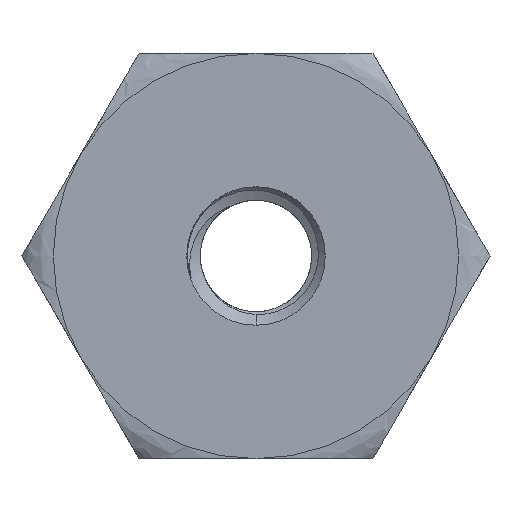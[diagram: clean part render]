
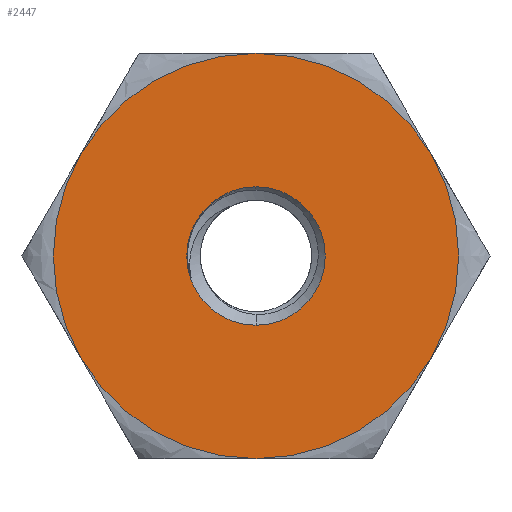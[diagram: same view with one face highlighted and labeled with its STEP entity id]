
A CAD part, front view. The second image highlights one B-rep face of the part: STEP entity #2447.
In plain terms, the highlighted planar face has unit normal (0, -1, 0).
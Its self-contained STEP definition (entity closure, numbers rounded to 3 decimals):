
#79 = ORIENTED_EDGE ( 'NONE', *, *, #371, .F. ) ;
#120 = CIRCLE ( 'NONE', #8127, 6. ) ;
#139 = DIRECTION ( 'NONE',  ( 0., 0., -1. ) ) ;
#190 = DIRECTION ( 'NONE',  ( 0., 1., 0. ) ) ;
#260 = DIRECTION ( 'NONE',  ( 0., 1., 0. ) ) ;
#293 = CARTESIAN_POINT ( 'NONE',  ( -5.196, -3., 3. ) ) ;
#348 = EDGE_CURVE ( 'NONE', #6143, #3969, #7818, .T. ) ;
#371 = EDGE_CURVE ( 'NONE', #6143, #5657, #3416, .T. ) ;
#724 = AXIS2_PLACEMENT_3D ( 'NONE', #4390, #6318, #1287 ) ;
#945 = VERTEX_POINT ( 'NONE', #7425 ) ;
#1022 = DIRECTION ( 'NONE',  ( 0., 1., 0. ) ) ;
#1111 = ORIENTED_EDGE ( 'NONE', *, *, #6901, .F. ) ;
#1192 = VERTEX_POINT ( 'NONE', #293 ) ;
#1201 = DIRECTION ( 'NONE',  ( 0., 0., 1. ) ) ;
#1243 = CARTESIAN_POINT ( 'NONE',  ( 0., -3., 0. ) ) ;
#1287 = DIRECTION ( 'NONE',  ( 0., 0., -1. ) ) ;
#1400 = AXIS2_PLACEMENT_3D ( 'NONE', #7967, #4084, #6643 ) ;
#1408 = EDGE_LOOP ( 'NONE', ( #3058, #2883 ) ) ;
#1670 = VERTEX_POINT ( 'NONE', #4008 ) ;
#1992 = EDGE_CURVE ( 'NONE', #1670, #945, #6077, .T. ) ;
#2166 = FACE_OUTER_BOUND ( 'NONE', #2283, .T. ) ;
#2232 = CARTESIAN_POINT ( 'NONE',  ( 5.196, -3., 3. ) ) ;
#2280 = DIRECTION ( 'NONE',  ( 0., 0., 1. ) ) ;
#2283 = EDGE_LOOP ( 'NONE', ( #79, #3761, #3611, #3758, #3589, #1111 ) ) ;
#2317 = FACE_BOUND ( 'NONE', #1408, .T. ) ;
#2427 = DIRECTION ( 'NONE',  ( 0., 0., -1. ) ) ;
#2447 = ADVANCED_FACE ( 'NONE', ( #2317, #2166 ), #6057, .F. ) ;
#2635 = EDGE_CURVE ( 'NONE', #945, #1670, #6145, .T. ) ;
#2699 = CARTESIAN_POINT ( 'NONE',  ( 0., -3., 0. ) ) ;
#2883 = ORIENTED_EDGE ( 'NONE', *, *, #2635, .T. ) ;
#3016 = DIRECTION ( 'NONE',  ( 0., 1., 0. ) ) ;
#3058 = ORIENTED_EDGE ( 'NONE', *, *, #1992, .T. ) ;
#3083 = VERTEX_POINT ( 'NONE', #3686 ) ;
#3416 = CIRCLE ( 'NONE', #7015, 6. ) ;
#3463 = CARTESIAN_POINT ( 'NONE',  ( 0., -3., 0. ) ) ;
#3589 = ORIENTED_EDGE ( 'NONE', *, *, #8027, .F. ) ;
#3611 = ORIENTED_EDGE ( 'NONE', *, *, #5522, .F. ) ;
#3686 = CARTESIAN_POINT ( 'NONE',  ( 0., -3., 6. ) ) ;
#3758 = ORIENTED_EDGE ( 'NONE', *, *, #5617, .F. ) ;
#3761 = ORIENTED_EDGE ( 'NONE', *, *, #348, .T. ) ;
#3805 = DIRECTION ( 'NONE',  ( 0., 1., 0. ) ) ;
#3893 = DIRECTION ( 'NONE',  ( 0., 0., -1. ) ) ;
#3969 = VERTEX_POINT ( 'NONE', #7809 ) ;
#4008 = CARTESIAN_POINT ( 'NONE',  ( 0., -3., -2.05 ) ) ;
#4011 = CIRCLE ( 'NONE', #4927, 6. ) ;
#4084 = DIRECTION ( 'NONE',  ( 0., 1., 0. ) ) ;
#4390 = CARTESIAN_POINT ( 'NONE',  ( 0., -3., 0. ) ) ;
#4640 = DIRECTION ( 'NONE',  ( 0., 0., -1. ) ) ;
#4684 = AXIS2_PLACEMENT_3D ( 'NONE', #2699, #260, #139 ) ;
#4765 = CARTESIAN_POINT ( 'NONE',  ( 0., -3., 0. ) ) ;
#4810 = CIRCLE ( 'NONE', #8142, 6. ) ;
#4927 = AXIS2_PLACEMENT_3D ( 'NONE', #3463, #190, #4640 ) ;
#4933 = CIRCLE ( 'NONE', #4684, 6. ) ;
#4934 = AXIS2_PLACEMENT_3D ( 'NONE', #1243, #3805, #1201 ) ;
#5234 = DIRECTION ( 'NONE',  ( 0., 1., 0. ) ) ;
#5522 = EDGE_CURVE ( 'NONE', #5941, #3969, #120, .T. ) ;
#5617 = EDGE_CURVE ( 'NONE', #3083, #5941, #4011, .T. ) ;
#5657 = VERTEX_POINT ( 'NONE', #7272 ) ;
#5799 = CARTESIAN_POINT ( 'NONE',  ( 0., -3., -6. ) ) ;
#5941 = VERTEX_POINT ( 'NONE', #2232 ) ;
#6057 = PLANE ( 'NONE',  #7823 ) ;
#6077 = CIRCLE ( 'NONE', #1400, 2.05 ) ;
#6143 = VERTEX_POINT ( 'NONE', #5799 ) ;
#6145 = CIRCLE ( 'NONE', #4934, 2.05 ) ;
#6224 = DIRECTION ( 'NONE',  ( 0., 1., 0. ) ) ;
#6318 = DIRECTION ( 'NONE',  ( 0., -1., 0. ) ) ;
#6357 = CARTESIAN_POINT ( 'NONE',  ( 0., -3., 0. ) ) ;
#6495 = CARTESIAN_POINT ( 'NONE',  ( 0., -3., 0. ) ) ;
#6643 = DIRECTION ( 'NONE',  ( 0., 0., 1. ) ) ;
#6901 = EDGE_CURVE ( 'NONE', #5657, #1192, #4933, .T. ) ;
#7015 = AXIS2_PLACEMENT_3D ( 'NONE', #6495, #5234, #3893 ) ;
#7272 = CARTESIAN_POINT ( 'NONE',  ( -5.196, -3., -3. ) ) ;
#7425 = CARTESIAN_POINT ( 'NONE',  ( 0., -3., 2.05 ) ) ;
#7809 = CARTESIAN_POINT ( 'NONE',  ( 5.196, -3., -3. ) ) ;
#7818 = CIRCLE ( 'NONE', #724, 6. ) ;
#7823 = AXIS2_PLACEMENT_3D ( 'NONE', #4765, #1022, #2280 ) ;
#7967 = CARTESIAN_POINT ( 'NONE',  ( 0., -3., 0. ) ) ;
#8027 = EDGE_CURVE ( 'NONE', #1192, #3083, #4810, .T. ) ;
#8127 = AXIS2_PLACEMENT_3D ( 'NONE', #8162, #3016, #2427 ) ;
#8142 = AXIS2_PLACEMENT_3D ( 'NONE', #6357, #6224, #8271 ) ;
#8162 = CARTESIAN_POINT ( 'NONE',  ( 0., -3., 0. ) ) ;
#8271 = DIRECTION ( 'NONE',  ( 0., 0., -1. ) ) ;
